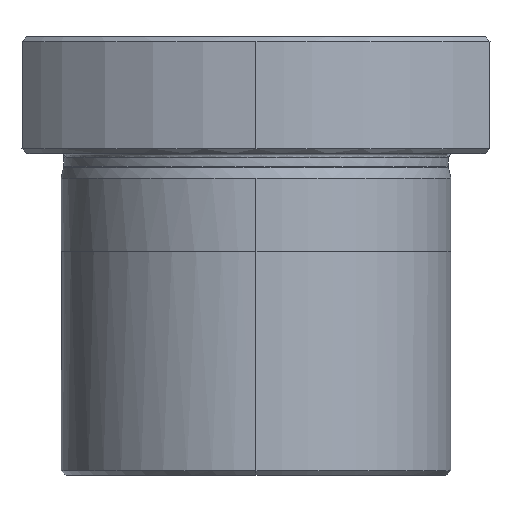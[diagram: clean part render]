
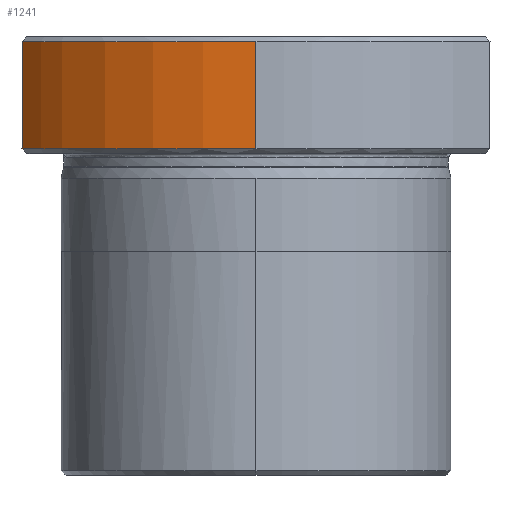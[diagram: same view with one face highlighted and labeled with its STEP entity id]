
A CAD part, left-side view. The second image highlights one B-rep face of the part: STEP entity #1241.
In plain terms, the highlighted cylindrical face has radius 31 mm (diameter 62 mm), a partial arc.
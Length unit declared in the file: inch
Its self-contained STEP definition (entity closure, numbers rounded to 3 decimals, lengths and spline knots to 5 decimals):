
#54 = CARTESIAN_POINT ( 'NONE',  ( -1.22047, 0., 0.01969 ) ) ;
#61 = CARTESIAN_POINT ( 'NONE',  ( -0.7725, 0.94488, 0.45276 ) ) ;
#85 = CARTESIAN_POINT ( 'NONE',  ( -0.7725, 0.94488, 0.01969 ) ) ;
#154 = VERTEX_POINT ( 'NONE', #463 ) ;
#161 = DIRECTION ( 'NONE',  ( 0., 0., -1. ) ) ;
#184 = CARTESIAN_POINT ( 'NONE',  ( -1.17092, 0.35582, 0.45276 ) ) ;
#199 = EDGE_CURVE ( 'NONE', #154, #2884, #3036, .T. ) ;
#367 = AXIS2_PLACEMENT_3D ( 'NONE', #3219, #161, #2954 ) ;
#425 = CARTESIAN_POINT ( 'NONE',  ( -0.84222, 0.88788, 0.01969 ) ) ;
#429 = CARTESIAN_POINT ( 'NONE',  ( -1.22047, 0., 0.16404 ) ) ;
#445 = CARTESIAN_POINT ( 'NONE',  ( -1.21046, 0.18011, 0.45276 ) ) ;
#463 = CARTESIAN_POINT ( 'NONE',  ( -0.7725, 0.94488, 0.45276 ) ) ;
#525 = ORIENTED_EDGE ( 'NONE', *, *, #1144, .T. ) ;
#559 = ORIENTED_EDGE ( 'NONE', *, *, #1026, .F. ) ;
#571 = CARTESIAN_POINT ( 'NONE',  ( -0.84222, 0.88788, 0.45276 ) ) ;
#585 = CARTESIAN_POINT ( 'NONE',  ( -0.9056, 0.82314, 0.45276 ) ) ;
#655 = CYLINDRICAL_SURFACE ( 'NONE', #367, 1.22047 ) ;
#773 = CARTESIAN_POINT ( 'NONE',  ( -1.22047, 0., 0.45276 ) ) ;
#784 = CARTESIAN_POINT ( 'NONE',  ( -0.7725, 0.94488, 0.01969 ) ) ;
#1026 = EDGE_CURVE ( 'NONE', #1113, #2884, #2571, .T. ) ;
#1113 = VERTEX_POINT ( 'NONE', #3071 ) ;
#1144 = EDGE_CURVE ( 'NONE', #2423, #154, #1148, .T. ) ;
#1148 = B_SPLINE_CURVE_WITH_KNOTS ( 'NONE', 3,
 ( #773, #1820, #445, #184, #1225, #2251, #3309, #585, #571, #61 ),
 .UNSPECIFIED., .F., .F.,
 ( 4, 2, 2, 2, 4 ),
 ( 0., 0.25, 0.5, 0.75, 1. ),
 .UNSPECIFIED. ) ;
#1183 = CARTESIAN_POINT ( 'NONE',  ( -1.17092, 0.35582, 0.01969 ) ) ;
#1217 = EDGE_LOOP ( 'NONE', ( #3174, #559, #2651, #525 ) ) ;
#1225 = CARTESIAN_POINT ( 'NONE',  ( -1.14139, 0.44148, 0.45276 ) ) ;
#1241 = ADVANCED_FACE ( 'NONE', ( #1915 ), #655, .T. ) ;
#1444 = CARTESIAN_POINT ( 'NONE',  ( -1.22047, 0., 0.3084 ) ) ;
#1557 = CARTESIAN_POINT ( 'NONE',  ( -0.7725, 0.94488, 0.01969 ) ) ;
#1685 = EDGE_CURVE ( 'NONE', #1113, #2423, #3353, .T. ) ;
#1820 = CARTESIAN_POINT ( 'NONE',  ( -1.22047, 0.09005, 0.45276 ) ) ;
#1848 = CARTESIAN_POINT ( 'NONE',  ( -0.7725, 0.94488, 0.3084 ) ) ;
#1903 = CARTESIAN_POINT ( 'NONE',  ( -1.22047, 0., 0.45276 ) ) ;
#1915 = FACE_OUTER_BOUND ( 'NONE', #1217, .T. ) ;
#2137 = CARTESIAN_POINT ( 'NONE',  ( -1.01661, 0.6813, 0.01969 ) ) ;
#2251 = CARTESIAN_POINT ( 'NONE',  ( -1.06423, 0.60422, 0.45276 ) ) ;
#2384 = CARTESIAN_POINT ( 'NONE',  ( -0.7725, 0.94488, 0.45276 ) ) ;
#2394 = CARTESIAN_POINT ( 'NONE',  ( -1.22047, 0.09005, 0.01969 ) ) ;
#2410 = CARTESIAN_POINT ( 'NONE',  ( -1.06423, 0.60422, 0.01969 ) ) ;
#2423 = VERTEX_POINT ( 'NONE', #1903 ) ;
#2475 = CARTESIAN_POINT ( 'NONE',  ( -1.22047, 0., 0.45276 ) ) ;
#2571 = B_SPLINE_CURVE_WITH_KNOTS ( 'NONE', 3,
 ( #54, #2394, #3194, #1183, #2909, #2410, #2137, #3274, #425, #85 ),
 .UNSPECIFIED., .F., .F.,
 ( 4, 2, 2, 2, 4 ),
 ( 0., 0.25, 0.5, 0.75, 1. ),
 .UNSPECIFIED. ) ;
#2593 = CARTESIAN_POINT ( 'NONE',  ( -0.7725, 0.94488, 0.16404 ) ) ;
#2651 = ORIENTED_EDGE ( 'NONE', *, *, #1685, .T. ) ;
#2884 = VERTEX_POINT ( 'NONE', #784 ) ;
#2909 = CARTESIAN_POINT ( 'NONE',  ( -1.14139, 0.44148, 0.01969 ) ) ;
#2954 = DIRECTION ( 'NONE',  ( -1., 0., 0. ) ) ;
#2963 = CARTESIAN_POINT ( 'NONE',  ( -1.22047, 0., 0.01969 ) ) ;
#3036 = B_SPLINE_CURVE_WITH_KNOTS ( 'NONE', 3,
 ( #2384, #1848, #2593, #1557 ),
 .UNSPECIFIED., .F., .F.,
 ( 4, 4 ),
 ( 0., 1. ),
 .UNSPECIFIED. ) ;
#3071 = CARTESIAN_POINT ( 'NONE',  ( -1.22047, 0., 0.01969 ) ) ;
#3174 = ORIENTED_EDGE ( 'NONE', *, *, #199, .T. ) ;
#3194 = CARTESIAN_POINT ( 'NONE',  ( -1.21046, 0.18011, 0.01969 ) ) ;
#3219 = CARTESIAN_POINT ( 'NONE',  ( 0., 0., 0.56102 ) ) ;
#3274 = CARTESIAN_POINT ( 'NONE',  ( -0.9056, 0.82314, 0.01969 ) ) ;
#3309 = CARTESIAN_POINT ( 'NONE',  ( -1.01661, 0.6813, 0.45276 ) ) ;
#3353 = B_SPLINE_CURVE_WITH_KNOTS ( 'NONE', 3,
 ( #2963, #429, #1444, #2475 ),
 .UNSPECIFIED., .F., .F.,
 ( 4, 4 ),
 ( 0., 1. ),
 .UNSPECIFIED. ) ;
